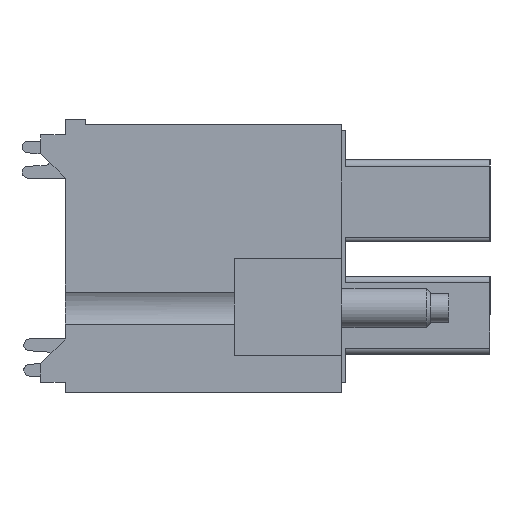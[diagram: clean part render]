
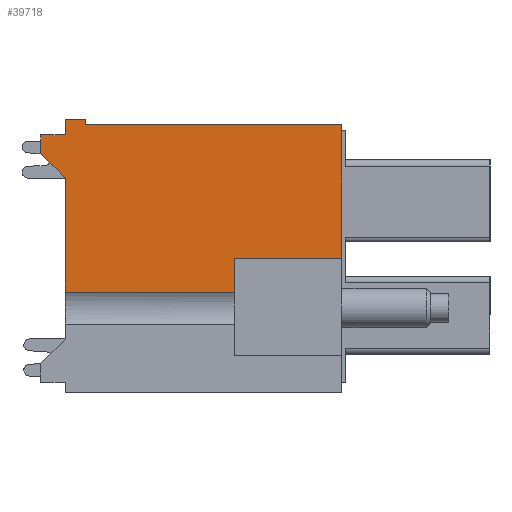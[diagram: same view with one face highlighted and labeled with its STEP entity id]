
A CAD part, left-side view. The second image highlights one B-rep face of the part: STEP entity #39718.
In plain terms, the highlighted planar face has unit normal (-1, 0, 0).
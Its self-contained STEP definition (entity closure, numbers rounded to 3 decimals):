
#1528=LINE('',#58767,#6543);
#1530=LINE('',#58771,#6545);
#1536=LINE('',#58786,#6551);
#1837=LINE('',#59380,#6852);
#2170=LINE('',#59975,#7185);
#2380=LINE('',#60465,#7395);
#2382=LINE('',#60469,#7397);
#2383=LINE('',#60471,#7398);
#2384=LINE('',#60472,#7399);
#2385=LINE('',#60474,#7400);
#2386=LINE('',#60476,#7401);
#2387=LINE('',#60478,#7402);
#6543=VECTOR('',#46072,1000.);
#6545=VECTOR('',#46076,1000.);
#6551=VECTOR('',#46090,1000.);
#6852=VECTOR('',#46633,1000.);
#7185=VECTOR('',#47170,1000.);
#7395=VECTOR('',#47708,1000.);
#7397=VECTOR('',#47712,1000.);
#7398=VECTOR('',#47713,1000.);
#7399=VECTOR('',#47714,1000.);
#7400=VECTOR('',#47715,1000.);
#7401=VECTOR('',#47716,1000.);
#7402=VECTOR('',#47717,1000.);
#14800=ORIENTED_EDGE('',*,*,#24551,.F.);
#14801=ORIENTED_EDGE('',*,*,#24552,.T.);
#14802=ORIENTED_EDGE('',*,*,#23680,.F.);
#14803=ORIENTED_EDGE('',*,*,#23673,.F.);
#14804=ORIENTED_EDGE('',*,*,#24315,.T.);
#14805=ORIENTED_EDGE('',*,*,#24553,.F.);
#14806=ORIENTED_EDGE('',*,*,#24554,.F.);
#14807=ORIENTED_EDGE('',*,*,#24555,.F.);
#14808=ORIENTED_EDGE('',*,*,#24556,.F.);
#14809=ORIENTED_EDGE('',*,*,#23982,.F.);
#14810=ORIENTED_EDGE('',*,*,#23671,.T.);
#14811=ORIENTED_EDGE('',*,*,#24549,.T.);
#23671=EDGE_CURVE('',#29106,#29105,#1528,.T.);
#23673=EDGE_CURVE('',#29107,#29108,#1530,.T.);
#23680=EDGE_CURVE('',#29108,#29112,#1536,.T.);
#23982=EDGE_CURVE('',#29106,#29283,#1837,.T.);
#24315=EDGE_CURVE('',#29107,#29443,#2170,.T.);
#24549=EDGE_CURVE('',#29105,#29560,#2380,.T.);
#24551=EDGE_CURVE('',#29561,#29560,#2382,.T.);
#24552=EDGE_CURVE('',#29561,#29112,#2383,.T.);
#24553=EDGE_CURVE('',#29562,#29443,#2384,.T.);
#24554=EDGE_CURVE('',#29563,#29562,#2385,.T.);
#24555=EDGE_CURVE('',#29564,#29563,#2386,.T.);
#24556=EDGE_CURVE('',#29283,#29564,#2387,.T.);
#29105=VERTEX_POINT('',#58766);
#29106=VERTEX_POINT('',#58768);
#29107=VERTEX_POINT('',#58772);
#29108=VERTEX_POINT('',#58773);
#29112=VERTEX_POINT('',#58787);
#29283=VERTEX_POINT('',#59378);
#29443=VERTEX_POINT('',#59974);
#29560=VERTEX_POINT('',#60466);
#29561=VERTEX_POINT('',#60470);
#29562=VERTEX_POINT('',#60473);
#29563=VERTEX_POINT('',#60475);
#29564=VERTEX_POINT('',#60477);
#33483=EDGE_LOOP('',(#14800,#14801,#14802,#14803,#14804,#14805,#14806,#14807,
#14808,#14809,#14810,#14811));
#35826=FACE_BOUND('',#33483,.T.);
#37920=PLANE('',#42075);
#39718=ADVANCED_FACE('',(#35826),#37920,.F.);
#42075=AXIS2_PLACEMENT_3D('',#60468,#47710,#47711);
#46072=DIRECTION('',(0.,0.,-1.));
#46076=DIRECTION('',(0.,1.,0.));
#46090=DIRECTION('',(0.,0.,-1.));
#46633=DIRECTION('',(0.,-1.,0.));
#47170=DIRECTION('',(0.,0.,1.));
#47708=DIRECTION('',(0.,-0.707,-0.707));
#47710=DIRECTION('',(1.,0.,0.));
#47711=DIRECTION('',(0.,0.,-1.));
#47712=DIRECTION('',(0.,0.,1.));
#47713=DIRECTION('',(0.,-1.,0.));
#47714=DIRECTION('',(0.,-1.,0.));
#47715=DIRECTION('',(0.,0.,-1.));
#47716=DIRECTION('',(0.,-1.,0.));
#47717=DIRECTION('',(0.,0.,1.));
#58766=CARTESIAN_POINT('',(-21.4,14.6,5.1));
#58767=CARTESIAN_POINT('',(-21.4,14.6,6.));
#58768=CARTESIAN_POINT('',(-21.4,14.6,6.));
#58771=CARTESIAN_POINT('',(-21.4,0.,0.));
#58772=CARTESIAN_POINT('',(-21.4,0.,0.));
#58773=CARTESIAN_POINT('',(-21.4,5.2,0.));
#58786=CARTESIAN_POINT('',(-21.4,5.2,0.));
#58787=CARTESIAN_POINT('',(-21.4,5.2,-1.624));
#59378=CARTESIAN_POINT('',(-21.4,13.4,6.));
#59380=CARTESIAN_POINT('',(-21.4,14.6,6.));
#59974=CARTESIAN_POINT('',(-21.4,0.,6.5));
#59975=CARTESIAN_POINT('',(-21.4,0.,-6.5));
#60465=CARTESIAN_POINT('',(-21.4,13.4,3.9));
#60466=CARTESIAN_POINT('',(-21.4,13.4,3.9));
#60468=CARTESIAN_POINT('',(-21.4,13.4,-6.5));
#60469=CARTESIAN_POINT('',(-21.4,13.4,-6.5));
#60470=CARTESIAN_POINT('',(-21.4,13.4,-1.624));
#60471=CARTESIAN_POINT('',(-21.4,17.712,-1.624));
#60472=CARTESIAN_POINT('',(-21.4,13.4,6.5));
#60473=CARTESIAN_POINT('',(-21.4,12.4,6.5));
#60474=CARTESIAN_POINT('',(-21.4,12.4,6.5));
#60475=CARTESIAN_POINT('',(-21.4,12.4,6.75));
#60476=CARTESIAN_POINT('',(-21.4,12.4,6.75));
#60477=CARTESIAN_POINT('',(-21.4,13.4,6.75));
#60478=CARTESIAN_POINT('',(-21.4,13.4,-6.5));
